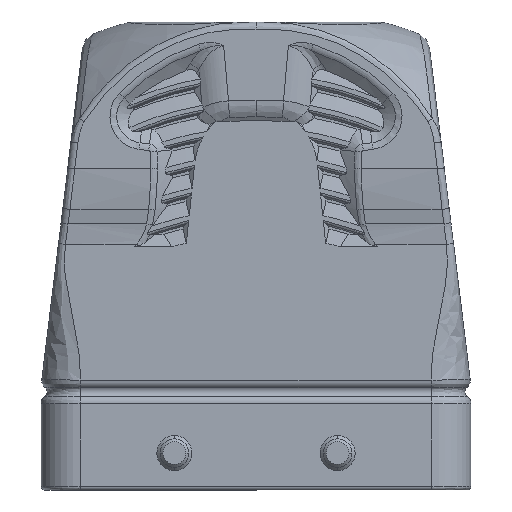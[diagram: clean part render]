
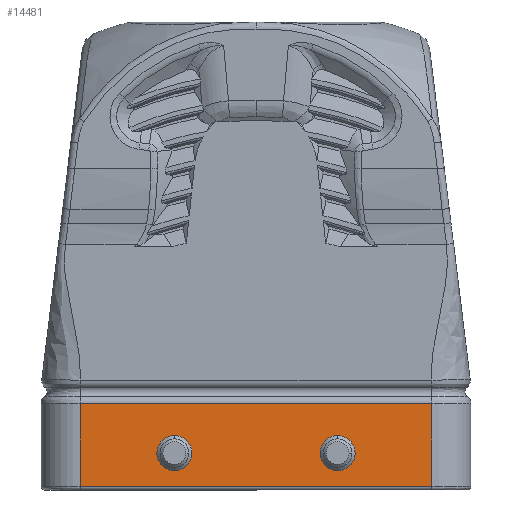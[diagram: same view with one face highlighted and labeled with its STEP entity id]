
A CAD part, front view. The second image highlights one B-rep face of the part: STEP entity #14481.
In plain terms, the highlighted planar face has unit normal (0, -1, 0).
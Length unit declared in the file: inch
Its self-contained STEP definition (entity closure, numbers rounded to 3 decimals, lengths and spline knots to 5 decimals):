
#540 = VECTOR ( 'NONE', #8511, 39.37008 ) ;
#727 = EDGE_LOOP ( 'NONE', ( #30665, #42776 ) ) ;
#894 = CARTESIAN_POINT ( 'NONE',  ( -0.54921, -0.85433, 0.24803 ) ) ;
#1277 = CARTESIAN_POINT ( 'NONE',  ( -1.18307, -0.85433, 0.58124 ) ) ;
#2088 = CARTESIAN_POINT ( 'NONE',  ( 1.18307, -0.85433, 0.58124 ) ) ;
#2822 = VERTEX_POINT ( 'NONE', #2088 ) ;
#3600 = CARTESIAN_POINT ( 'NONE',  ( -0.54921, -0.85433, 0.24803 ) ) ;
#4119 = PLANE ( 'NONE',  #49102 ) ;
#5588 = CIRCLE ( 'NONE', #20084, 0.11811 ) ;
#6726 = ORIENTED_EDGE ( 'NONE', *, *, #28183, .T. ) ;
#7299 = VECTOR ( 'NONE', #13735, 39.37008 ) ;
#7867 = ORIENTED_EDGE ( 'NONE', *, *, #17291, .T. ) ;
#7930 = ORIENTED_EDGE ( 'NONE', *, *, #30732, .F. ) ;
#7972 = CARTESIAN_POINT ( 'NONE',  ( 0.54921, -0.85433, 0.24803 ) ) ;
#8511 = DIRECTION ( 'NONE',  ( 0., 0., -1. ) ) ;
#8666 = DIRECTION ( 'NONE',  ( 0., 0., -1. ) ) ;
#8917 = FACE_BOUND ( 'NONE', #727, .T. ) ;
#9478 = CARTESIAN_POINT ( 'NONE',  ( 0.54921, -0.85433, 0.36614 ) ) ;
#11095 = EDGE_LOOP ( 'NONE', ( #50542, #40751 ) ) ;
#12420 = VERTEX_POINT ( 'NONE', #35573 ) ;
#13735 = DIRECTION ( 'NONE',  ( -1., 0., 0. ) ) ;
#14188 = AXIS2_PLACEMENT_3D ( 'NONE', #894, #32723, #8666 ) ;
#14408 = EDGE_CURVE ( 'NONE', #37725, #32113, #5588, .T. ) ;
#14481 = ADVANCED_FACE ( 'NONE', ( #36954, #8917, #16397 ), #4119, .T. ) ;
#14508 = AXIS2_PLACEMENT_3D ( 'NONE', #7972, #23689, #45516 ) ;
#15040 = VERTEX_POINT ( 'NONE', #37126 ) ;
#15882 = DIRECTION ( 'NONE',  ( 0., 1., 0. ) ) ;
#16397 = FACE_BOUND ( 'NONE', #11095, .T. ) ;
#16537 = LINE ( 'NONE', #45132, #35023 ) ;
#16631 = EDGE_CURVE ( 'NONE', #46872, #15040, #29551, .T. ) ;
#17089 = VERTEX_POINT ( 'NONE', #1277 ) ;
#17176 = CARTESIAN_POINT ( 'NONE',  ( 0.54921, -0.85433, 0.24803 ) ) ;
#17291 = EDGE_CURVE ( 'NONE', #17089, #12420, #28821, .T. ) ;
#17550 = VERTEX_POINT ( 'NONE', #19749 ) ;
#19749 = CARTESIAN_POINT ( 'NONE',  ( 1.18307, -0.85433, 0.02362 ) ) ;
#20084 = AXIS2_PLACEMENT_3D ( 'NONE', #17176, #37481, #49525 ) ;
#20165 = DIRECTION ( 'NONE',  ( 0., 0., -1. ) ) ;
#20969 = ORIENTED_EDGE ( 'NONE', *, *, #47220, .T. ) ;
#22104 = DIRECTION ( 'NONE',  ( 0., 0., 1. ) ) ;
#23689 = DIRECTION ( 'NONE',  ( 0., 1., 0. ) ) ;
#25473 = CARTESIAN_POINT ( 'NONE',  ( -0.54921, -0.85433, 0.36614 ) ) ;
#25858 = CARTESIAN_POINT ( 'NONE',  ( 1.18307, -0.85433, 0. ) ) ;
#26269 = LINE ( 'NONE', #42309, #7299 ) ;
#27519 = CIRCLE ( 'NONE', #51390, 0.11811 ) ;
#28183 = EDGE_CURVE ( 'NONE', #17550, #2822, #42685, .T. ) ;
#28569 = EDGE_CURVE ( 'NONE', #32113, #37725, #44390, .T. ) ;
#28821 = LINE ( 'NONE', #45108, #540 ) ;
#29551 = CIRCLE ( 'NONE', #14188, 0.11811 ) ;
#30665 = ORIENTED_EDGE ( 'NONE', *, *, #42351, .T. ) ;
#30732 = EDGE_CURVE ( 'NONE', #17550, #12420, #16537, .T. ) ;
#32113 = VERTEX_POINT ( 'NONE', #9478 ) ;
#32723 = DIRECTION ( 'NONE',  ( 0., 1., 0. ) ) ;
#32975 = CARTESIAN_POINT ( 'NONE',  ( 0., -0.85433, 0. ) ) ;
#35023 = VECTOR ( 'NONE', #49926, 39.37008 ) ;
#35573 = CARTESIAN_POINT ( 'NONE',  ( -1.18307, -0.85433, 0.02362 ) ) ;
#36954 = FACE_OUTER_BOUND ( 'NONE', #39926, .T. ) ;
#37126 = CARTESIAN_POINT ( 'NONE',  ( -0.54921, -0.85433, 0.12992 ) ) ;
#37481 = DIRECTION ( 'NONE',  ( 0., 1., 0. ) ) ;
#37725 = VERTEX_POINT ( 'NONE', #45163 ) ;
#39926 = EDGE_LOOP ( 'NONE', ( #7867, #7930, #6726, #20969 ) ) ;
#40729 = DIRECTION ( 'NONE',  ( 0., -1., 0. ) ) ;
#40751 = ORIENTED_EDGE ( 'NONE', *, *, #28569, .T. ) ;
#42309 = CARTESIAN_POINT ( 'NONE',  ( 0., -0.85433, 0.58124 ) ) ;
#42351 = EDGE_CURVE ( 'NONE', #15040, #46872, #27519, .T. ) ;
#42685 = LINE ( 'NONE', #25858, #47820 ) ;
#42776 = ORIENTED_EDGE ( 'NONE', *, *, #16631, .T. ) ;
#44390 = CIRCLE ( 'NONE', #14508, 0.11811 ) ;
#44482 = DIRECTION ( 'NONE',  ( 0., 0., -1. ) ) ;
#45108 = CARTESIAN_POINT ( 'NONE',  ( -1.18307, -0.85433, 0. ) ) ;
#45132 = CARTESIAN_POINT ( 'NONE',  ( 0., -0.85433, 0.02362 ) ) ;
#45163 = CARTESIAN_POINT ( 'NONE',  ( 0.54921, -0.85433, 0.12992 ) ) ;
#45516 = DIRECTION ( 'NONE',  ( 0., 0., -1. ) ) ;
#46872 = VERTEX_POINT ( 'NONE', #25473 ) ;
#47220 = EDGE_CURVE ( 'NONE', #2822, #17089, #26269, .T. ) ;
#47820 = VECTOR ( 'NONE', #22104, 39.37008 ) ;
#49102 = AXIS2_PLACEMENT_3D ( 'NONE', #32975, #40729, #44482 ) ;
#49525 = DIRECTION ( 'NONE',  ( 0., 0., -1. ) ) ;
#49926 = DIRECTION ( 'NONE',  ( -1., 0., 0. ) ) ;
#50542 = ORIENTED_EDGE ( 'NONE', *, *, #14408, .T. ) ;
#51390 = AXIS2_PLACEMENT_3D ( 'NONE', #3600, #15882, #20165 ) ;
